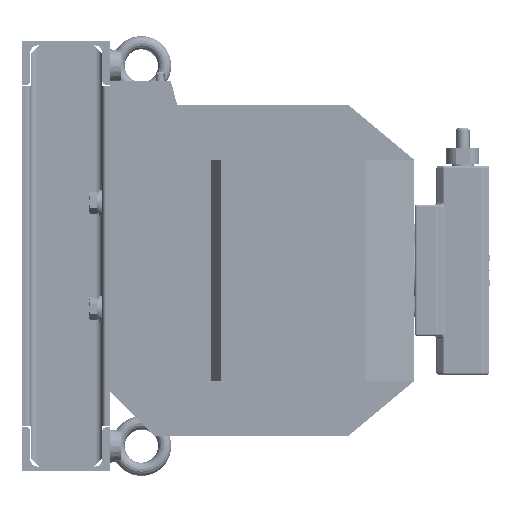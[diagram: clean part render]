
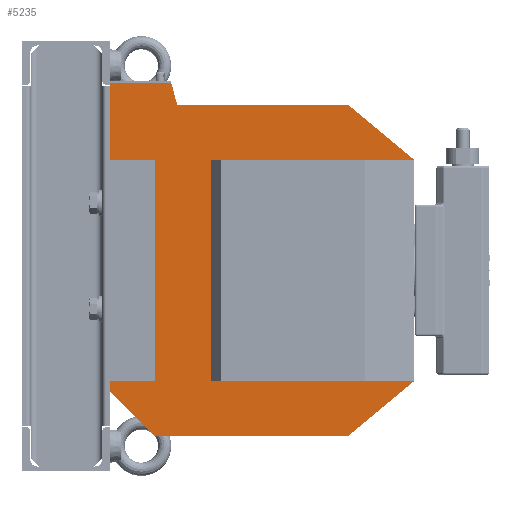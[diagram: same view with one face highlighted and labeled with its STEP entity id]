
A CAD part, left-side view. The second image highlights one B-rep face of the part: STEP entity #5235.
In plain terms, the highlighted face is planar.
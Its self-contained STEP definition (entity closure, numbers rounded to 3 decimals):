
#5235=ADVANCED_FACE('',(#24615),#24617,.F.);
#24615=FACE_BOUND('',#24616,.T.);
#24616=EDGE_LOOP('',(#39865,#39866,#39867,#39868,#39869,#39870,#39871,#39872,#39873,
#39874,#39875,#39876,#39877,#39878,#39879));
#24617=PLANE('',#24618);
#24618=AXIS2_PLACEMENT_3D('',#24619,#24620,#24621);
#24619=CARTESIAN_POINT('',(-150.,55.,-46.878));
#24620=DIRECTION('',(0.,-1.,0.));
#24621=DIRECTION('',(0.,0.,-1.));
#39865=ORIENTED_EDGE('',*,*,#45549,.F.);
#39866=ORIENTED_EDGE('',*,*,#45550,.F.);
#39867=ORIENTED_EDGE('',*,*,#45551,.F.);
#39868=ORIENTED_EDGE('',*,*,#45552,.T.);
#39869=ORIENTED_EDGE('',*,*,#45553,.T.);
#39870=ORIENTED_EDGE('',*,*,#45554,.F.);
#39871=ORIENTED_EDGE('',*,*,#45555,.F.);
#39872=ORIENTED_EDGE('',*,*,#45556,.T.);
#39873=ORIENTED_EDGE('',*,*,#45557,.T.);
#39874=ORIENTED_EDGE('',*,*,#45485,.F.);
#39875=ORIENTED_EDGE('',*,*,#45558,.T.);
#39876=ORIENTED_EDGE('',*,*,#45559,.F.);
#39877=ORIENTED_EDGE('',*,*,#45560,.F.);
#39878=ORIENTED_EDGE('',*,*,#45481,.F.);
#39879=ORIENTED_EDGE('',*,*,#45548,.F.);
#45481=EDGE_CURVE('',#48698,#48700,#48701,.F.);
#45485=EDGE_CURVE('',#48706,#48708,#48709,.F.);
#45548=EDGE_CURVE('',#48810,#48698,#48812,.T.);
#45549=EDGE_CURVE('',#48813,#48810,#48814,.F.);
#45550=EDGE_CURVE('',#48815,#48813,#48816,.T.);
#45551=EDGE_CURVE('',#48817,#48815,#48818,.T.);
#45552=EDGE_CURVE('',#48817,#48819,#48820,.T.);
#45553=EDGE_CURVE('',#48819,#48821,#48822,.T.);
#45554=EDGE_CURVE('',#48823,#48821,#48824,.T.);
#45555=EDGE_CURVE('',#48825,#48823,#48826,.F.);
#45556=EDGE_CURVE('',#48825,#48827,#48828,.T.);
#45557=EDGE_CURVE('',#48827,#48708,#48829,.T.);
#45558=EDGE_CURVE('',#48706,#48830,#48831,.T.);
#45559=EDGE_CURVE('',#48832,#48830,#48833,.T.);
#45560=EDGE_CURVE('',#48700,#48832,#48834,.T.);
#48698=VERTEX_POINT('',#55730);
#48700=VERTEX_POINT('',#55734);
#48701=LINE('',#55735,#55736);
#48706=VERTEX_POINT('',#55746);
#48708=VERTEX_POINT('',#55750);
#48709=LINE('',#55751,#55752);
#48810=VERTEX_POINT('',#55991);
#48812=LINE('',#55995,#55996);
#48813=VERTEX_POINT('',#55998);
#48814=LINE('',#55999,#56000);
#48815=VERTEX_POINT('',#56002);
#48816=LINE('',#56003,#56004);
#48817=VERTEX_POINT('',#56006);
#48818=LINE('',#56007,#56008);
#48819=VERTEX_POINT('',#56010);
#48820=LINE('',#56011,#56012);
#48821=VERTEX_POINT('',#56014);
#48822=LINE('',#56015,#56016);
#48823=VERTEX_POINT('',#56018);
#48824=LINE('',#56019,#56020);
#48825=VERTEX_POINT('',#56022);
#48826=LINE('',#56023,#56024);
#48827=VERTEX_POINT('',#56026);
#48828=LINE('',#56027,#56028);
#48829=LINE('',#56030,#56031);
#48830=VERTEX_POINT('',#56033);
#48831=LINE('',#56034,#56035);
#48832=VERTEX_POINT('',#56037);
#48833=LINE('',#56038,#56039);
#48834=LINE('',#56041,#56042);
#55730=CARTESIAN_POINT('',(-110.,55.,-137.5));
#55734=CARTESIAN_POINT('',(-100.,55.,-137.5));
#55735=CARTESIAN_POINT('',(-100.,55.,-137.5));
#55736=VECTOR('',#55737,1.);
#55737=DIRECTION('',(-1.,0.,0.));
#55746=CARTESIAN_POINT('',(100.,55.,-137.5));
#55750=CARTESIAN_POINT('',(170.,55.,-137.5));
#55751=CARTESIAN_POINT('',(170.,55.,-137.5));
#55752=VECTOR('',#55753,1.);
#55753=DIRECTION('',(-1.,0.,0.));
#55991=CARTESIAN_POINT('',(-150.,55.,-97.5));
#55995=CARTESIAN_POINT('',(-150.,55.,-97.5));
#55996=VECTOR('',#55997,1.);
#55997=DIRECTION('',(0.707,0.,-0.707));
#55998=CARTESIAN_POINT('',(-150.,55.,77.5));
#55999=CARTESIAN_POINT('',(-150.,55.,-97.5));
#56000=VECTOR('',#56001,1.);
#56001=DIRECTION('',(0.,0.,1.));
#56002=CARTESIAN_POINT('',(-100.,55.,137.5));
#56003=CARTESIAN_POINT('',(-100.,55.,137.5));
#56004=VECTOR('',#56005,1.);
#56005=DIRECTION('',(-0.64,0.,-0.768));
#56006=CARTESIAN_POINT('',(-100.,55.,-46.878));
#56007=CARTESIAN_POINT('',(-100.,55.,-46.878));
#56008=VECTOR('',#56009,1.);
#56009=DIRECTION('',(0.,0.,1.));
#56010=CARTESIAN_POINT('',(100.,55.,-46.878));
#56011=CARTESIAN_POINT('',(-100.,55.,-46.878));
#56012=VECTOR('',#56013,1.);
#56013=DIRECTION('',(1.,0.,0.));
#56014=CARTESIAN_POINT('',(100.,55.,137.5));
#56015=CARTESIAN_POINT('',(100.,55.,-46.878));
#56016=VECTOR('',#56017,1.);
#56017=DIRECTION('',(0.,0.,1.));
#56018=CARTESIAN_POINT('',(150.,55.,77.5));
#56019=CARTESIAN_POINT('',(150.,55.,77.5));
#56020=VECTOR('',#56021,1.);
#56021=DIRECTION('',(-0.64,0.,0.768));
#56022=CARTESIAN_POINT('',(150.,55.,-77.141));
#56023=CARTESIAN_POINT('',(150.,55.,77.5));
#56024=VECTOR('',#56025,1.);
#56025=DIRECTION('',(0.,0.,-1.));
#56026=CARTESIAN_POINT('',(170.,55.,-82.5));
#56027=CARTESIAN_POINT('',(150.,55.,-77.141));
#56028=VECTOR('',#56029,1.);
#56029=DIRECTION('',(0.966,0.,-0.259));
#56030=CARTESIAN_POINT('',(170.,55.,-82.5));
#56031=VECTOR('',#56032,1.);
#56032=DIRECTION('',(0.,0.,-1.));
#56033=CARTESIAN_POINT('',(100.,55.,-97.5));
#56034=CARTESIAN_POINT('',(100.,55.,-137.5));
#56035=VECTOR('',#56036,1.);
#56036=DIRECTION('',(0.,0.,1.));
#56037=CARTESIAN_POINT('',(-100.,55.,-97.5));
#56038=CARTESIAN_POINT('',(-100.,55.,-97.5));
#56039=VECTOR('',#56040,1.);
#56040=DIRECTION('',(1.,0.,0.));
#56041=CARTESIAN_POINT('',(-100.,55.,-137.5));
#56042=VECTOR('',#56043,1.);
#56043=DIRECTION('',(0.,0.,1.));
